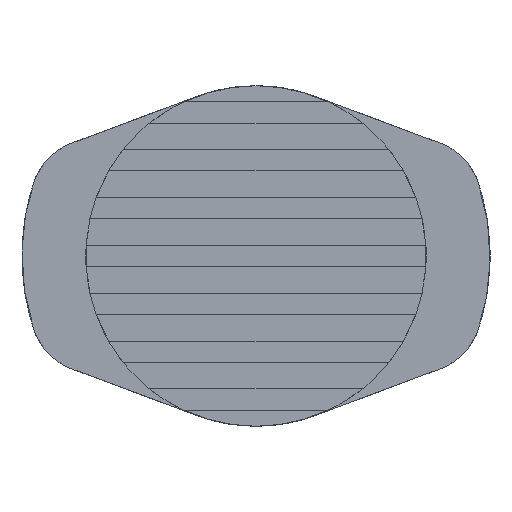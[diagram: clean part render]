
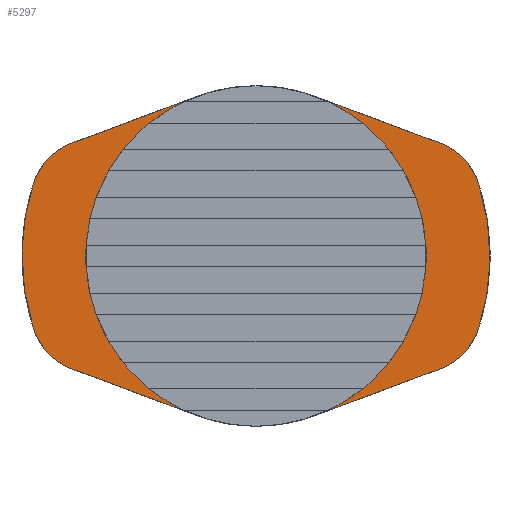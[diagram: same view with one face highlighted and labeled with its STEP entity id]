
A CAD part, left-side view. The second image highlights one B-rep face of the part: STEP entity #5297.
In plain terms, the highlighted free-form (B-spline) face has degree [1, 1] with [2, 2] control points.
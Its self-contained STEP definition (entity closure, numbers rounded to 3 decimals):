
#87 = VERTEX_POINT('',#88);
#88 = CARTESIAN_POINT('',(0.,0.,10.563));
#93 = EDGE_CURVE('',#94,#87,#96,.T.);
#94 = VERTEX_POINT('',#95);
#95 = CARTESIAN_POINT('',(0.,-3.694,9.896));
#96 = ( BOUNDED_CURVE() B_SPLINE_CURVE(2,(#97,#98,#99),.UNSPECIFIED.,.F.
,.F.) B_SPLINE_CURVE_WITH_KNOTS((3,3),(5.926,6.283),
.PIECEWISE_BEZIER_KNOTS.) CURVE() GEOMETRIC_REPRESENTATION_ITEM() 
RATIONAL_B_SPLINE_CURVE((1.,0.984,1.)) REPRESENTATION_ITEM('') 
  );
#97 = CARTESIAN_POINT('',(0.,-3.694,9.896));
#98 = CARTESIAN_POINT('',(0.,-1.907,10.563));
#99 = CARTESIAN_POINT('',(0.,0.,10.563));
#3347 = VERTEX_POINT('',#3348);
#3348 = CARTESIAN_POINT('',(0.,0.,-7.658));
#3422 = VERTEX_POINT('',#3423);
#3423 = CARTESIAN_POINT('',(0.,0.,7.658));
#3428 = EDGE_CURVE('',#3422,#3347,#3429,.T.);
#3429 = ( BOUNDED_CURVE() B_SPLINE_CURVE(2,(#3430,#3431,#3432,#3433,
#3434),.UNSPECIFIED.,.F.,.F.) B_SPLINE_CURVE_WITH_KNOTS((3,2,3),(
    3.142,4.712,6.283),
.PIECEWISE_BEZIER_KNOTS.) CURVE() GEOMETRIC_REPRESENTATION_ITEM() 
RATIONAL_B_SPLINE_CURVE((1.,0.707,1.,0.707,1.)) 
REPRESENTATION_ITEM('') );
#3430 = CARTESIAN_POINT('',(0.,0.,7.658));
#3431 = CARTESIAN_POINT('',(0.,-7.658,7.658));
#3432 = CARTESIAN_POINT('',(0.,-7.658,0.));
#3433 = CARTESIAN_POINT('',(0.,-7.658,-7.658));
#3434 = CARTESIAN_POINT('',(0.,0.,-7.658));
#4045 = VERTEX_POINT('',#4046);
#4046 = CARTESIAN_POINT('',(0.,-13.796,-4.539));
#4210 = VERTEX_POINT('',#4211);
#4211 = CARTESIAN_POINT('',(0.,-13.796,4.539));
#4216 = EDGE_CURVE('',#4210,#4045,#4217,.T.);
#4217 = ( BOUNDED_CURVE() B_SPLINE_CURVE(2,(#4218,#4219,#4220),
.UNSPECIFIED.,.F.,.F.) B_SPLINE_CURVE_WITH_KNOTS((3,3),(4.395,
5.03),.PIECEWISE_BEZIER_KNOTS.) CURVE() 
GEOMETRIC_REPRESENTATION_ITEM() RATIONAL_B_SPLINE_CURVE((1.,
0.95,1.)) REPRESENTATION_ITEM('') );
#4218 = CARTESIAN_POINT('',(0.,-13.796,4.539));
#4219 = CARTESIAN_POINT('',(0.,-15.29,0.));
#4220 = CARTESIAN_POINT('',(0.,-13.796,-4.539));
#4243 = VERTEX_POINT('',#4244);
#4244 = CARTESIAN_POINT('',(0.,13.796,-4.539));
#4249 = EDGE_CURVE('',#4243,#4250,#4252,.T.);
#4250 = VERTEX_POINT('',#4251);
#4251 = CARTESIAN_POINT('',(0.,13.796,4.539));
#4252 = ( BOUNDED_CURVE() B_SPLINE_CURVE(2,(#4253,#4254,#4255),
.UNSPECIFIED.,.F.,.F.) B_SPLINE_CURVE_WITH_KNOTS((3,3),(1.253,
1.889),.PIECEWISE_BEZIER_KNOTS.) CURVE() 
GEOMETRIC_REPRESENTATION_ITEM() RATIONAL_B_SPLINE_CURVE((1.,
0.95,1.)) REPRESENTATION_ITEM('') );
#4253 = CARTESIAN_POINT('',(0.,13.796,-4.539));
#4254 = CARTESIAN_POINT('',(0.,15.29,0.));
#4255 = CARTESIAN_POINT('',(0.,13.796,4.539));
#4593 = EDGE_CURVE('',#3347,#3422,#4594,.T.);
#4594 = ( BOUNDED_CURVE() B_SPLINE_CURVE(2,(#4595,#4596,#4597,#4598,
#4599),.UNSPECIFIED.,.F.,.F.) B_SPLINE_CURVE_WITH_KNOTS((3,2,3),(0.,
1.571,3.142),.PIECEWISE_BEZIER_KNOTS.) CURVE() 
GEOMETRIC_REPRESENTATION_ITEM() RATIONAL_B_SPLINE_CURVE((1.,
0.707,1.,0.707,1.)) REPRESENTATION_ITEM('') );
#4595 = CARTESIAN_POINT('',(0.,0.,-7.658));
#4596 = CARTESIAN_POINT('',(0.,7.658,-7.658));
#4597 = CARTESIAN_POINT('',(0.,7.658,0.));
#4598 = CARTESIAN_POINT('',(0.,7.658,7.658));
#4599 = CARTESIAN_POINT('',(0.,0.,7.658));
#5297 = ADVANCED_FACE('',(#5298,#5302),#5377,.T.);
#5298 = FACE_BOUND('',#5299,.T.);
#5299 = EDGE_LOOP('',(#5300,#5301));
#5300 = ORIENTED_EDGE('',*,*,#4593,.T.);
#5301 = ORIENTED_EDGE('',*,*,#3428,.T.);
#5302 = FACE_BOUND('',#5303,.T.);
#5303 = EDGE_LOOP('',(#5304,#5313,#5319,#5320,#5328,#5333,#5334,#5342,
    #5349,#5355,#5356,#5364,#5371));
#5304 = ORIENTED_EDGE('',*,*,#5305,.T.);
#5305 = EDGE_CURVE('',#5306,#5308,#5310,.T.);
#5306 = VERTEX_POINT('',#5307);
#5307 = CARTESIAN_POINT('',(0.,-3.694,-9.896));
#5308 = VERTEX_POINT('',#5309);
#5309 = CARTESIAN_POINT('',(0.,-11.419,-7.012));
#5310 = B_SPLINE_CURVE_WITH_KNOTS('',1,(#5311,#5312),.UNSPECIFIED.,.F.,
  .F.,(2,2),(0.,6.245),.PIECEWISE_BEZIER_KNOTS.);
#5311 = CARTESIAN_POINT('',(0.,-3.694,-9.896));
#5312 = CARTESIAN_POINT('',(0.,-11.419,-7.012));
#5313 = ORIENTED_EDGE('',*,*,#5314,.T.);
#5314 = EDGE_CURVE('',#5308,#4045,#5315,.T.);
#5315 = ( BOUNDED_CURVE() B_SPLINE_CURVE(2,(#5316,#5317,#5318),
.UNSPECIFIED.,.F.,.F.) B_SPLINE_CURVE_WITH_KNOTS((3,3),(3.499,
4.395),.PIECEWISE_BEZIER_KNOTS.) CURVE() 
GEOMETRIC_REPRESENTATION_ITEM() RATIONAL_B_SPLINE_CURVE((1.,
0.901,1.)) REPRESENTATION_ITEM('') );
#5316 = CARTESIAN_POINT('',(0.,-11.419,-7.012));
#5317 = CARTESIAN_POINT('',(0.,-13.202,-6.346));
#5318 = CARTESIAN_POINT('',(0.,-13.796,-4.539));
#5319 = ORIENTED_EDGE('',*,*,#4216,.F.);
#5320 = ORIENTED_EDGE('',*,*,#5321,.T.);
#5321 = EDGE_CURVE('',#4210,#5322,#5324,.T.);
#5322 = VERTEX_POINT('',#5323);
#5323 = CARTESIAN_POINT('',(0.,-11.419,7.012));
#5324 = ( BOUNDED_CURVE() B_SPLINE_CURVE(2,(#5325,#5326,#5327),
.UNSPECIFIED.,.F.,.F.) B_SPLINE_CURVE_WITH_KNOTS((3,3),(1.889,
2.784),.PIECEWISE_BEZIER_KNOTS.) CURVE() 
GEOMETRIC_REPRESENTATION_ITEM() RATIONAL_B_SPLINE_CURVE((1.,
0.901,1.)) REPRESENTATION_ITEM('') );
#5325 = CARTESIAN_POINT('',(0.,-13.796,4.539));
#5326 = CARTESIAN_POINT('',(0.,-13.202,6.346));
#5327 = CARTESIAN_POINT('',(0.,-11.419,7.012));
#5328 = ORIENTED_EDGE('',*,*,#5329,.T.);
#5329 = EDGE_CURVE('',#5322,#94,#5330,.T.);
#5330 = B_SPLINE_CURVE_WITH_KNOTS('',1,(#5331,#5332),.UNSPECIFIED.,.F.,
  .F.,(2,2),(-6.245,0.),
  .PIECEWISE_BEZIER_KNOTS.);
#5331 = CARTESIAN_POINT('',(0.,-11.419,7.012));
#5332 = CARTESIAN_POINT('',(0.,-3.694,9.896));
#5333 = ORIENTED_EDGE('',*,*,#93,.T.);
#5334 = ORIENTED_EDGE('',*,*,#5335,.T.);
#5335 = EDGE_CURVE('',#87,#5336,#5338,.T.);
#5336 = VERTEX_POINT('',#5337);
#5337 = CARTESIAN_POINT('',(0.,3.694,9.896));
#5338 = ( BOUNDED_CURVE() B_SPLINE_CURVE(2,(#5339,#5340,#5341),
.UNSPECIFIED.,.F.,.F.) B_SPLINE_CURVE_WITH_KNOTS((3,3),(0.,
0.357),.PIECEWISE_BEZIER_KNOTS.) CURVE() 
GEOMETRIC_REPRESENTATION_ITEM() RATIONAL_B_SPLINE_CURVE((1.,
0.984,1.)) REPRESENTATION_ITEM('') );
#5339 = CARTESIAN_POINT('',(0.,0.,10.563));
#5340 = CARTESIAN_POINT('',(0.,1.907,10.563));
#5341 = CARTESIAN_POINT('',(0.,3.694,9.896));
#5342 = ORIENTED_EDGE('',*,*,#5343,.T.);
#5343 = EDGE_CURVE('',#5336,#5344,#5346,.T.);
#5344 = VERTEX_POINT('',#5345);
#5345 = CARTESIAN_POINT('',(0.,11.419,7.012));
#5346 = B_SPLINE_CURVE_WITH_KNOTS('',1,(#5347,#5348),.UNSPECIFIED.,.F.,
  .F.,(2,2),(0.,6.245),.PIECEWISE_BEZIER_KNOTS.);
#5347 = CARTESIAN_POINT('',(0.,3.694,9.896));
#5348 = CARTESIAN_POINT('',(0.,11.419,7.012));
#5349 = ORIENTED_EDGE('',*,*,#5350,.T.);
#5350 = EDGE_CURVE('',#5344,#4250,#5351,.T.);
#5351 = ( BOUNDED_CURVE() B_SPLINE_CURVE(2,(#5352,#5353,#5354),
.UNSPECIFIED.,.F.,.F.) B_SPLINE_CURVE_WITH_KNOTS((3,3),(0.357,
1.253),.PIECEWISE_BEZIER_KNOTS.) CURVE() 
GEOMETRIC_REPRESENTATION_ITEM() RATIONAL_B_SPLINE_CURVE((1.,
0.901,1.)) REPRESENTATION_ITEM('') );
#5352 = CARTESIAN_POINT('',(0.,11.419,7.012));
#5353 = CARTESIAN_POINT('',(0.,13.202,6.346));
#5354 = CARTESIAN_POINT('',(0.,13.796,4.539));
#5355 = ORIENTED_EDGE('',*,*,#4249,.F.);
#5356 = ORIENTED_EDGE('',*,*,#5357,.T.);
#5357 = EDGE_CURVE('',#4243,#5358,#5360,.T.);
#5358 = VERTEX_POINT('',#5359);
#5359 = CARTESIAN_POINT('',(0.,11.419,-7.012));
#5360 = ( BOUNDED_CURVE() B_SPLINE_CURVE(2,(#5361,#5362,#5363),
.UNSPECIFIED.,.F.,.F.) B_SPLINE_CURVE_WITH_KNOTS((3,3),(5.03,
5.926),.PIECEWISE_BEZIER_KNOTS.) CURVE() 
GEOMETRIC_REPRESENTATION_ITEM() RATIONAL_B_SPLINE_CURVE((1.,
0.901,1.)) REPRESENTATION_ITEM('') );
#5361 = CARTESIAN_POINT('',(0.,13.796,-4.539));
#5362 = CARTESIAN_POINT('',(0.,13.202,-6.346));
#5363 = CARTESIAN_POINT('',(0.,11.419,-7.012));
#5364 = ORIENTED_EDGE('',*,*,#5365,.T.);
#5365 = EDGE_CURVE('',#5358,#5366,#5368,.T.);
#5366 = VERTEX_POINT('',#5367);
#5367 = CARTESIAN_POINT('',(0.,3.694,-9.896));
#5368 = B_SPLINE_CURVE_WITH_KNOTS('',1,(#5369,#5370),.UNSPECIFIED.,.F.,
  .F.,(2,2),(-6.245,0.),
  .PIECEWISE_BEZIER_KNOTS.);
#5369 = CARTESIAN_POINT('',(0.,11.419,-7.012));
#5370 = CARTESIAN_POINT('',(0.,3.694,-9.896));
#5371 = ORIENTED_EDGE('',*,*,#5372,.T.);
#5372 = EDGE_CURVE('',#5366,#5306,#5373,.T.);
#5373 = ( BOUNDED_CURVE() B_SPLINE_CURVE(2,(#5374,#5375,#5376),
.UNSPECIFIED.,.F.,.F.) B_SPLINE_CURVE_WITH_KNOTS((3,3),(2.784,
3.499),.PIECEWISE_BEZIER_KNOTS.) CURVE() 
GEOMETRIC_REPRESENTATION_ITEM() RATIONAL_B_SPLINE_CURVE((1.,
0.937,1.)) REPRESENTATION_ITEM('') );
#5374 = CARTESIAN_POINT('',(0.,3.694,-9.896));
#5375 = CARTESIAN_POINT('',(0.,0.,-11.275));
#5376 = CARTESIAN_POINT('',(0.,-3.694,-9.896));
#5377 = B_SPLINE_SURFACE_WITH_KNOTS('',1,1,(
    (#5378,#5379)
    ,(#5380,#5381
    )),.UNSPECIFIED.,.F.,.F.,.F.,(2,2),(2,2),(-8.,8.),(-16.8,5.2),
  .PIECEWISE_BEZIER_KNOTS.);
#5378 = CARTESIAN_POINT('',(0.,-14.524,-10.563));
#5379 = CARTESIAN_POINT('',(0.,14.524,-10.563));
#5380 = CARTESIAN_POINT('',(0.,-14.524,10.563));
#5381 = CARTESIAN_POINT('',(0.,14.524,10.563));
